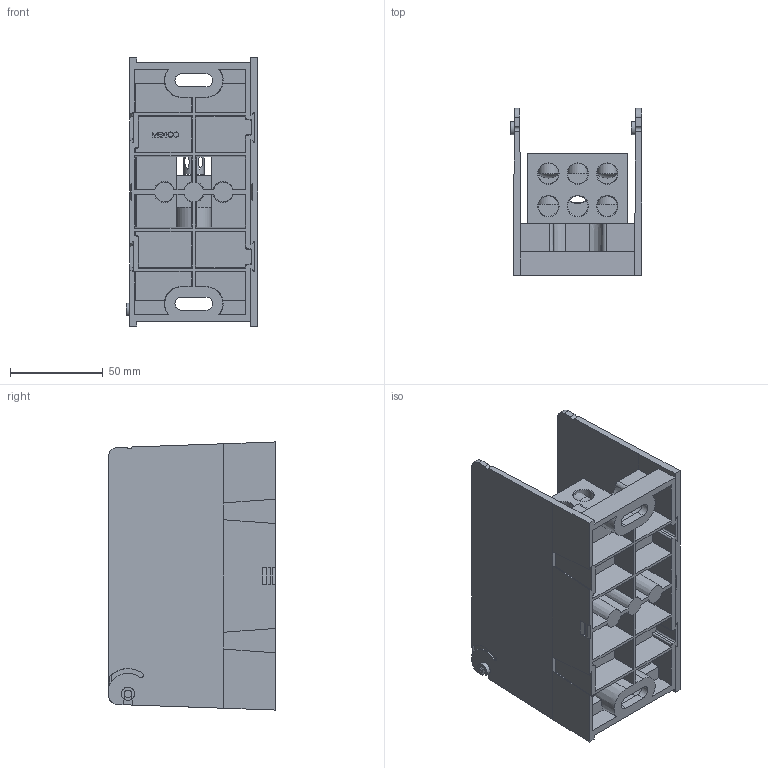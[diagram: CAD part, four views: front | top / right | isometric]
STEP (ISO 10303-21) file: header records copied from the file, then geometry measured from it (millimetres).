
FILE_DESCRIPTION (( 'STEP AP214' ), '1' );
FILE_NAME ('701920rev-1P.STEP', '2014-03-19T15:19:45', ( '' ), ( '' ), 'SwSTEP 2.0', 'SolidWorks 2013', '' );
FILE_SCHEMA (( 'AUTOMOTIVE_DESIGN' ));
Length unit declared in the file: inch
Products named in the file (1): 701920rev-1P
Bounding box: 71.25 x 90.17 x 144.78 mm (x, y, z)
Surface area: 112031.1 mm2 (no closed solid volume)
Topology: 0 solids, 12 shells, 329 faces, 1083 edges, 762 vertices
Faces by surface type: plane 208, cylinder 67, cone 52, torus 2
Full cylindrical faces by diameter (mm): 4.064 x1, 7.112 x1, 11.112 x6, 11.125 x3, 12.7 x2, 15.875 x1, 15.991 x1, 19.05 x1
Entity records: 17538 total; most frequent: CARTESIAN_POINT 4403, ORIENTED_EDGE 1744, DIRECTION 1655, EDGE_CURVE 1030, VERTEX_POINT 746, VECTOR 689, LINE 689, AXIS2_PLACEMENT_3D 483
